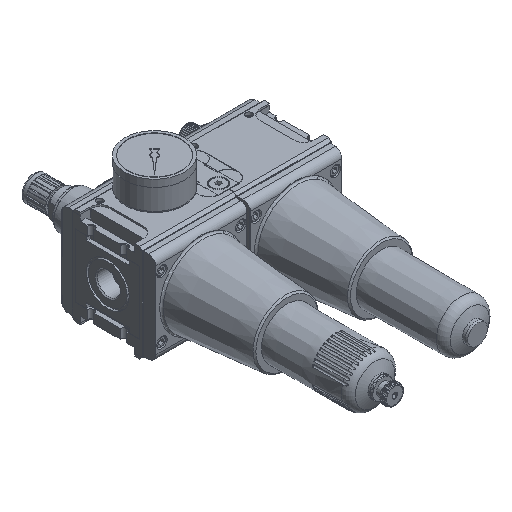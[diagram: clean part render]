
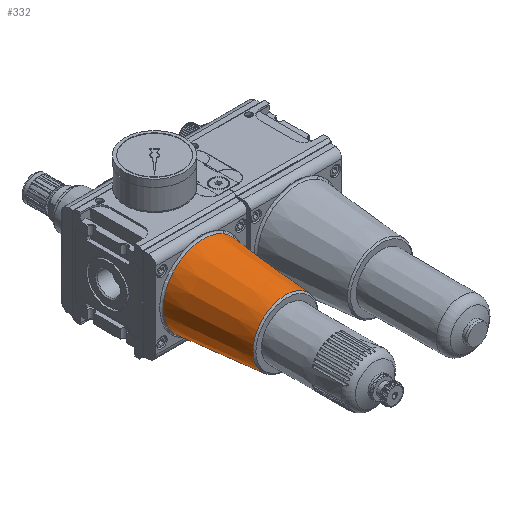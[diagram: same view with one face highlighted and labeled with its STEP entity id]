
A CAD part, isometric view. The second image highlights one B-rep face of the part: STEP entity #332.
In plain terms, the highlighted conical face has half-angle 5 degrees and reference radius 42.123 mm.
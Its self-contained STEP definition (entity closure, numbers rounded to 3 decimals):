
#332 = ADVANCED_FACE( '', ( #1522, #1523 ), #1524, .T. );
#1522 = FACE_BOUND( '', #4176, .T. );
#1523 = FACE_OUTER_BOUND( '', #4177, .T. );
#1524 = CONICAL_SURFACE( '', #4178, 42.123, 0.087 );
#4176 = EDGE_LOOP( '', ( #6840 ) );
#4177 = EDGE_LOOP( '', ( #6841 ) );
#4178 = AXIS2_PLACEMENT_3D( '', #6842, #6843, #6844 );
#6840 = ORIENTED_EDGE( '', *, *, #16167, .F. );
#6841 = ORIENTED_EDGE( '', *, *, #16168, .T. );
#6842 = CARTESIAN_POINT( '', ( 0., -1.826, 0. ) );
#6843 = DIRECTION( '', ( 0., 1., 0. ) );
#6844 = DIRECTION( '', ( 0., 0., 1. ) );
#16167 = EDGE_CURVE( '', #19067, #19067, #19068, .T. );
#16168 = EDGE_CURVE( '', #19069, #19069, #19070, .T. );
#19067 = VERTEX_POINT( '', #23976 );
#19068 = CIRCLE( '', #23977, 34.496 );
#19069 = VERTEX_POINT( '', #23978 );
#19070 = CIRCLE( '', #23979, 42.123 );
#23976 = CARTESIAN_POINT( '', ( 0., -89.006, -34.496 ) );
#23977 = AXIS2_PLACEMENT_3D( '', #34138, #34139, #34140 );
#23978 = CARTESIAN_POINT( '', ( 0., -1.826, -42.123 ) );
#23979 = AXIS2_PLACEMENT_3D( '', #34141, #34142, #34143 );
#34138 = CARTESIAN_POINT( '', ( 0., -89.006, 0. ) );
#34139 = DIRECTION( '', ( 0., -1., 0. ) );
#34140 = DIRECTION( '', ( 0., 0., -1. ) );
#34141 = CARTESIAN_POINT( '', ( 0., -1.826, 0. ) );
#34142 = DIRECTION( '', ( 0., -1., 0. ) );
#34143 = DIRECTION( '', ( 0., 0., -1. ) );
